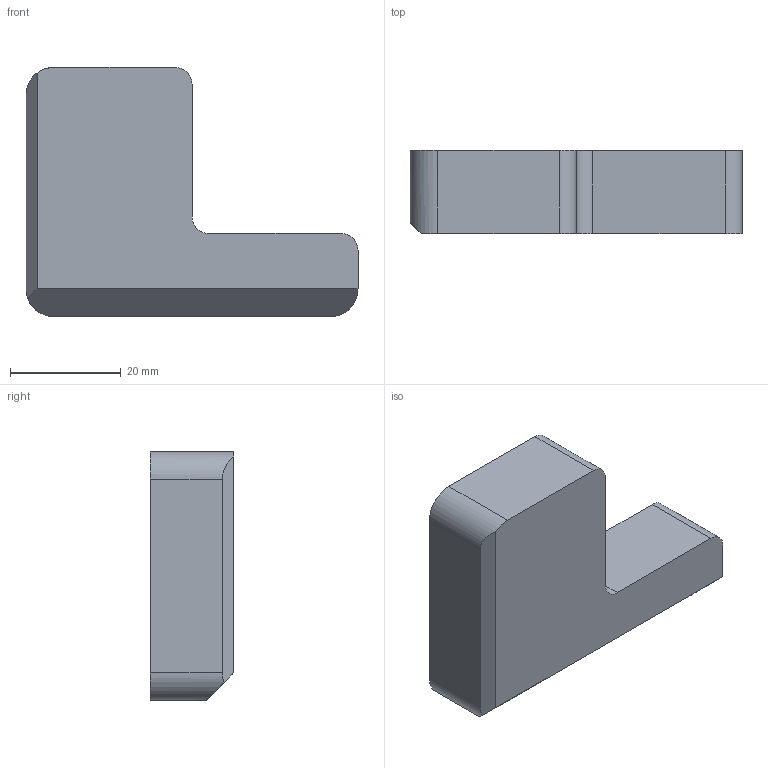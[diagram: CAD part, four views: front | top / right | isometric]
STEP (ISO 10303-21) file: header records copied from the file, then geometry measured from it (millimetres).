
FILE_DESCRIPTION (( 'STEP AP203' ), '1' );
FILE_NAME ('BattPackHolder.STEP', '2025-04-08T21:48:08', ( '' ), ( '' ), 'SwSTEP 2.0', 'SolidWorks 2024', '' );
FILE_SCHEMA (( 'CONFIG_CONTROL_DESIGN' ));
Length unit declared in the file: millimetre
Products named in the file (1): BattPackHolder
Bounding box: 60 x 15 x 45 mm (x, y, z)
Volume: 25945.5 mm3; surface area: 6332.7 mm2
Topology: 1 solids, 1 shells, 16 faces, 41 edges, 27 vertices
Faces by surface type: plane 10, cylinder 6
Entity records: 564 total; most frequent: CARTESIAN_POINT 97, ORIENTED_EDGE 82, DIRECTION 81, EDGE_CURVE 41, AXIS2_PLACEMENT_3D 27, VERTEX_POINT 27, LINE 27, VECTOR 27
